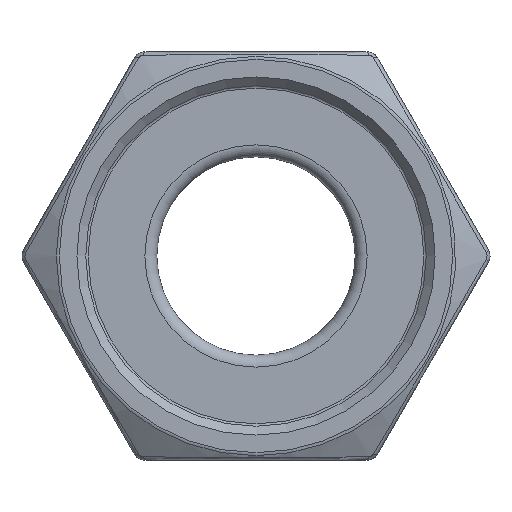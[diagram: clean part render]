
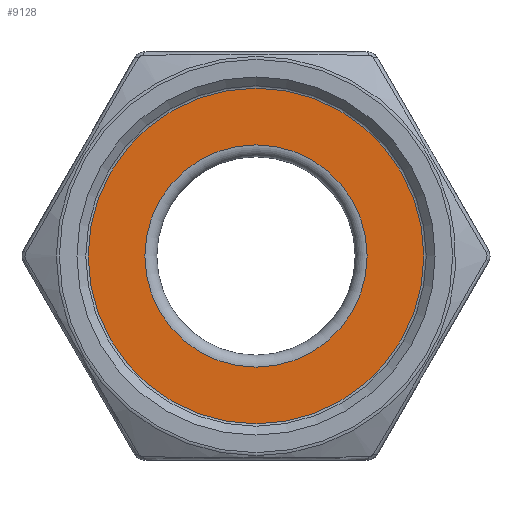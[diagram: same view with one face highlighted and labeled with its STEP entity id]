
A CAD part, left-side view. The second image highlights one B-rep face of the part: STEP entity #9128.
In plain terms, the highlighted planar face has unit normal (-1, 0, 0).
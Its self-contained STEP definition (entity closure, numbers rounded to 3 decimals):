
#14 = CARTESIAN_POINT ( 'NONE',  ( 24.8, 0., -18.5 ) ) ;
#502 = DIRECTION ( 'NONE',  ( 1., 0., 0. ) ) ;
#759 = AXIS2_PLACEMENT_3D ( 'NONE', #3633, #502, #7730 ) ;
#1273 = DIRECTION ( 'NONE',  ( 0., 0., 1. ) ) ;
#1699 = AXIS2_PLACEMENT_3D ( 'NONE', #7321, #8368, #1273 ) ;
#2853 = DIRECTION ( 'NONE',  ( 1., 0., 0. ) ) ;
#2976 = ORIENTED_EDGE ( 'NONE', *, *, #6409, .F. ) ;
#3633 = CARTESIAN_POINT ( 'NONE',  ( 24.8, 0., 0. ) ) ;
#5212 = VERTEX_POINT ( 'NONE', #14 ) ;
#6277 = EDGE_LOOP ( 'NONE', ( #2976 ) ) ;
#6409 = EDGE_CURVE ( 'NONE', #11644, #11644, #13636, .T. ) ;
#7321 = CARTESIAN_POINT ( 'NONE',  ( 24.8, 0., 0. ) ) ;
#7730 = DIRECTION ( 'NONE',  ( 0., 0., -1. ) ) ;
#8082 = EDGE_LOOP ( 'NONE', ( #13475 ) ) ;
#8190 = FACE_OUTER_BOUND ( 'NONE', #6277, .T. ) ;
#8259 = DIRECTION ( 'NONE',  ( 0., 1., 0. ) ) ;
#8368 = DIRECTION ( 'NONE',  ( 1., 0., 0. ) ) ;
#8672 = CARTESIAN_POINT ( 'NONE',  ( 24.8, 0., 27.928 ) ) ;
#9128 = ADVANCED_FACE ( 'NONE', ( #10314, #8190 ), #10173, .F. ) ;
#10173 = PLANE ( 'NONE',  #12581 ) ;
#10314 = FACE_BOUND ( 'NONE', #8082, .T. ) ;
#10487 = CIRCLE ( 'NONE', #759, 18.5 ) ;
#11644 = VERTEX_POINT ( 'NONE', #8672 ) ;
#12330 = CARTESIAN_POINT ( 'NONE',  ( 24.8, 0., -28.428 ) ) ;
#12581 = AXIS2_PLACEMENT_3D ( 'NONE', #12330, #2853, #8259 ) ;
#13475 = ORIENTED_EDGE ( 'NONE', *, *, #13529, .T. ) ;
#13529 = EDGE_CURVE ( 'NONE', #5212, #5212, #10487, .T. ) ;
#13636 = CIRCLE ( 'NONE', #1699, 27.928 ) ;
